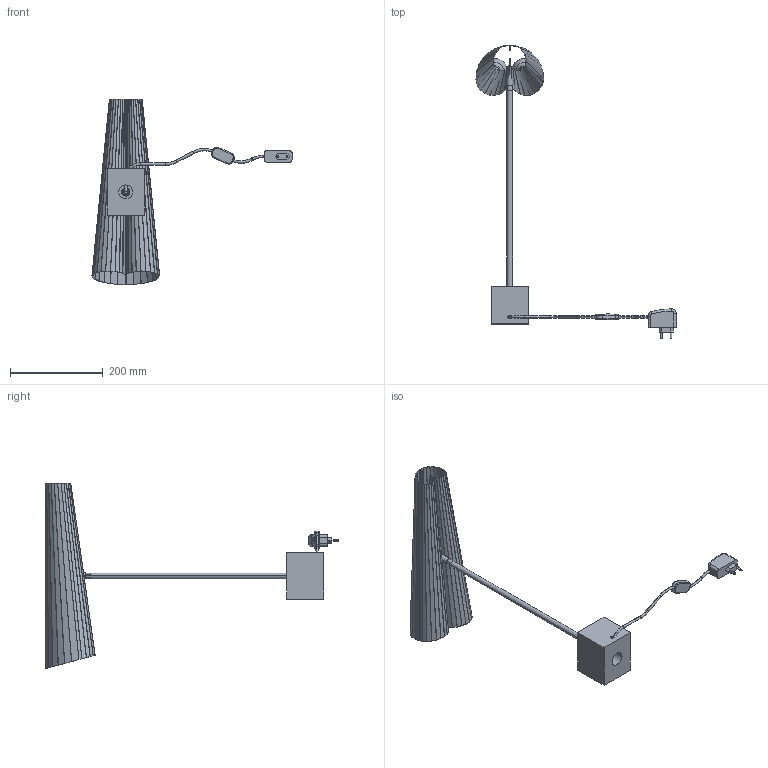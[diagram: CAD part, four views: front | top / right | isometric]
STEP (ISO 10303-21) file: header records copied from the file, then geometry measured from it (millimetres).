
FILE_DESCRIPTION (( 'STEP AP214' ), '1' );
FILE_NAME ('WALL-I-TAVOLO.STEP', '2023-05-03T06:08:58', ( '' ), ( '' ), 'SwSTEP 2.0', 'SolidWorks 2014', '' );
FILE_SCHEMA (( 'AUTOMOTIVE_DESIGN' ));
Length unit declared in the file: millimetre
Products named in the file (22): TIGE M10 X 1 X 30; BC_016; OSRAM_lampadina_LED_E14_4,8WPAR16dimming; spina-trafo ce con cavo e int; BC_001_150_CALANDRATO_260223_1; BC_020; SNODO_AVS_2870; rondella dentellata d 10; WALL-I-TAVOLO; BC_001_150_CALANDRATO_260223_2; dado M10_basso
Assembly tree (11 placements, depth 2):
  TIGE M10 X 1 X 30
  OSRAM_lampadina_LED_E14_4,8WPAR16dimming
  BC_016
  spina-trafo ce con cavo e int
  OSRAM_lampadina_LED_E14_4,8WPAR16dimming
Bounding box: 432.06 x 634.44 x 399.84 mm (x, y, z)
Volume: 904412.3 mm3; surface area: 412642.8 mm2
Topology: 11 solids, 11 shells, 746 faces, 1714 edges, 990 vertices
Faces by surface type: plane 377, cylinder 202, bspline 109, torus 34, cone 18, sphere 6
Entity records: 23350 total; most frequent: CARTESIAN_POINT 7330, ORIENTED_EDGE 3364, DIRECTION 2899, EDGE_CURVE 1682, VECTOR 1081, LINE 1081, VERTEX_POINT 974, AXIS2_PLACEMENT_3D 909
